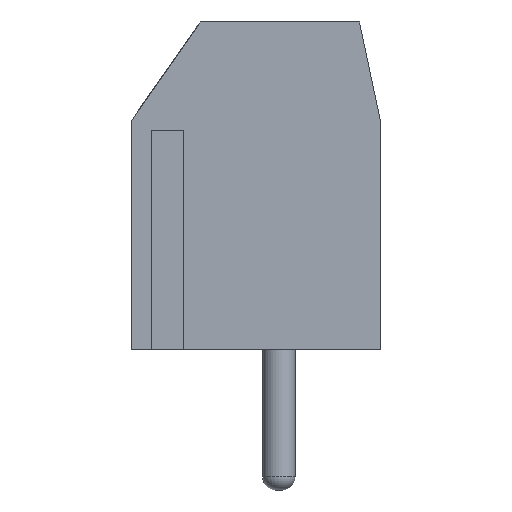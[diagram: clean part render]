
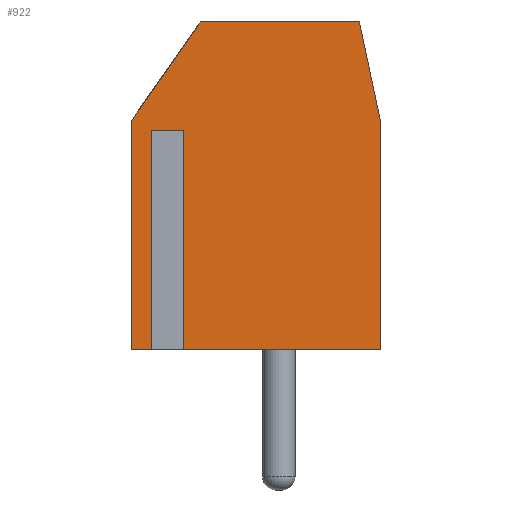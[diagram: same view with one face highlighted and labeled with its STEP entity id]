
A CAD part, left-side view. The second image highlights one B-rep face of the part: STEP entity #922.
In plain terms, the highlighted planar face has unit normal (-1, 0, 0).
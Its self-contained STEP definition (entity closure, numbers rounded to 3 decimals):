
#922=ADVANCED_FACE('',(#2932),#2934,.T.);
#2932=FACE_BOUND('',#2933,.T.);
#2933=EDGE_LOOP('',(#4595,#4596,#4597,#4598,#4599,#4600,#4601,#4602,#4603,#4604));
#2934=PLANE('',#2935);
#2935=AXIS2_PLACEMENT_3D('',#2936,#2937,#2938);
#2936=CARTESIAN_POINT('',(-2.5,0.,0.));
#2937=DIRECTION('',(-1.,0.,0.));
#2938=DIRECTION('',(0.,0.,-1.));
#4595=ORIENTED_EDGE('',*,*,#5640,.F.);
#4596=ORIENTED_EDGE('',*,*,#5641,.F.);
#4597=ORIENTED_EDGE('',*,*,#5642,.F.);
#4598=ORIENTED_EDGE('',*,*,#5643,.T.);
#4599=ORIENTED_EDGE('',*,*,#5644,.T.);
#4600=ORIENTED_EDGE('',*,*,#5645,.T.);
#4601=ORIENTED_EDGE('',*,*,#5549,.T.);
#4602=ORIENTED_EDGE('',*,*,#5632,.T.);
#4603=ORIENTED_EDGE('',*,*,#5646,.T.);
#4604=ORIENTED_EDGE('',*,*,#5647,.T.);
#5549=EDGE_CURVE('',#6096,#6094,#6097,.T.);
#5632=EDGE_CURVE('',#6094,#6238,#6240,.T.);
#5640=EDGE_CURVE('',#6255,#6256,#6257,.T.);
#5641=EDGE_CURVE('',#6258,#6255,#6259,.F.);
#5642=EDGE_CURVE('',#6260,#6258,#6261,.T.);
#5643=EDGE_CURVE('',#6260,#6262,#6263,.T.);
#5644=EDGE_CURVE('',#6262,#6264,#6265,.T.);
#5645=EDGE_CURVE('',#6264,#6096,#6266,.T.);
#5646=EDGE_CURVE('',#6238,#6267,#6268,.T.);
#5647=EDGE_CURVE('',#6267,#6256,#6269,.T.);
#6094=VERTEX_POINT('',#7014);
#6096=VERTEX_POINT('',#7018);
#6097=LINE('',#7019,#7020);
#6238=VERTEX_POINT('',#7331);
#6240=LINE('',#7335,#7336);
#6255=VERTEX_POINT('',#7394);
#6256=VERTEX_POINT('',#7395);
#6257=LINE('',#7396,#7397);
#6258=VERTEX_POINT('',#7399);
#6259=LINE('',#7400,#7401);
#6260=VERTEX_POINT('',#7403);
#6261=LINE('',#7404,#7405);
#6262=VERTEX_POINT('',#7407);
#6263=LINE('',#7408,#7409);
#6264=VERTEX_POINT('',#7411);
#6265=LINE('',#7412,#7413);
#6266=LINE('',#7415,#7416);
#6267=VERTEX_POINT('',#7418);
#6268=LINE('',#7419,#7420);
#6269=LINE('',#7422,#7423);
#7014=CARTESIAN_POINT('',(-2.5,2.399,10.));
#7018=CARTESIAN_POINT('',(-2.5,-2.462,10.));
#7019=CARTESIAN_POINT('',(-2.5,-2.462,10.));
#7020=VECTOR('',#7021,1.);
#7021=DIRECTION('',(0.,1.,0.));
#7331=CARTESIAN_POINT('',(-2.5,4.5,7.));
#7335=CARTESIAN_POINT('',(-2.5,2.399,10.));
#7336=VECTOR('',#7337,1.);
#7337=DIRECTION('',(0.,0.574,-0.819));
#7394=CARTESIAN_POINT('',(-2.5,3.739,6.7));
#7395=CARTESIAN_POINT('',(-2.5,3.739,0.));
#7396=CARTESIAN_POINT('',(-2.5,3.739,6.7));
#7397=VECTOR('',#7398,1.);
#7398=DIRECTION('',(0.,0.,-1.));
#7399=CARTESIAN_POINT('',(-2.5,3.061,6.7));
#7400=CARTESIAN_POINT('',(-2.5,3.739,6.7));
#7401=VECTOR('',#7402,1.);
#7402=DIRECTION('',(0.,-1.,0.));
#7403=CARTESIAN_POINT('',(-2.5,3.061,0.));
#7404=CARTESIAN_POINT('',(-2.5,3.061,0.));
#7405=VECTOR('',#7406,1.);
#7406=DIRECTION('',(0.,0.,1.));
#7407=CARTESIAN_POINT('',(-2.5,-3.1,0.));
#7408=CARTESIAN_POINT('',(-2.5,3.061,0.));
#7409=VECTOR('',#7410,1.);
#7410=DIRECTION('',(0.,-1.,0.));
#7411=CARTESIAN_POINT('',(-2.5,-3.1,7.));
#7412=CARTESIAN_POINT('',(-2.5,-3.1,0.));
#7413=VECTOR('',#7414,1.);
#7414=DIRECTION('',(0.,0.,1.));
#7415=CARTESIAN_POINT('',(-2.5,-3.1,7.));
#7416=VECTOR('',#7417,1.);
#7417=DIRECTION('',(0.,0.208,0.978));
#7418=CARTESIAN_POINT('',(-2.5,4.5,0.));
#7419=CARTESIAN_POINT('',(-2.5,4.5,7.));
#7420=VECTOR('',#7421,1.);
#7421=DIRECTION('',(0.,0.,-1.));
#7422=CARTESIAN_POINT('',(-2.5,4.5,0.));
#7423=VECTOR('',#7424,1.);
#7424=DIRECTION('',(0.,-1.,0.));
